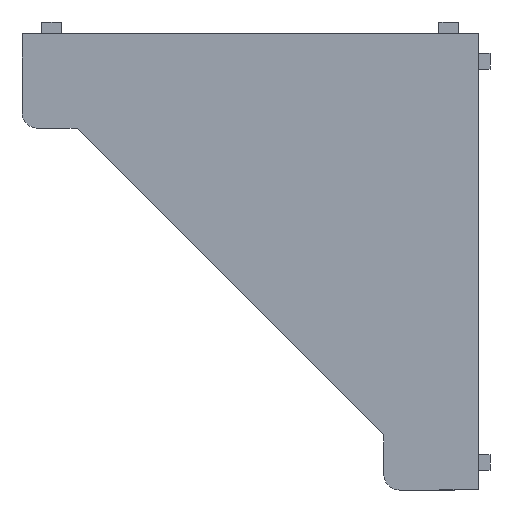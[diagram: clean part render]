
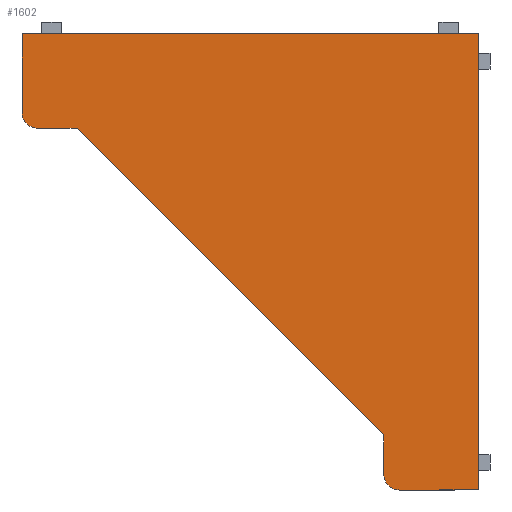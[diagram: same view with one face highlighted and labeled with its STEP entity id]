
A CAD part, left-side view. The second image highlights one B-rep face of the part: STEP entity #1602.
In plain terms, the highlighted planar face has unit normal (-1, 0, 0).
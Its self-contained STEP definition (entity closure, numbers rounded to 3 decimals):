
#40 = VERTEX_POINT ( 'NONE', #1947 ) ;
#43 = VERTEX_POINT ( 'NONE', #1981 ) ;
#44 = VERTEX_POINT ( 'NONE', #1979 ) ;
#45 = VERTEX_POINT ( 'NONE', #1971 ) ;
#46 = VERTEX_POINT ( 'NONE', #1984 ) ;
#48 = VERTEX_POINT ( 'NONE', #1982 ) ;
#53 = VERTEX_POINT ( 'NONE', #1975 ) ;
#207 = PLANE ( 'NONE',  #1377 ) ;
#208 = CARTESIAN_POINT ( 'NONE',  ( 0., 0., -58. ) ) ;
#209 = DIRECTION ( 'NONE',  ( -1., 0., 0. ) ) ;
#210 = DIRECTION ( 'NONE',  ( 0., 0., 1. ) ) ;
#366 = LINE ( 'NONE', #914, #368 ) ;
#367 = CIRCLE ( 'NONE', #2222, 2. ) ;
#368 = VECTOR ( 'NONE', #915, 1000. ) ;
#369 = LINE ( 'NONE', #916, #370 ) ;
#370 = VECTOR ( 'NONE', #917, 1000. ) ;
#371 = LINE ( 'NONE', #918, #372 ) ;
#372 = VECTOR ( 'NONE', #919, 1000. ) ;
#374 = LINE ( 'NONE', #920, #375 ) ;
#375 = VECTOR ( 'NONE', #921, 1000. ) ;
#377 = LINE ( 'NONE', #925, #379 ) ;
#378 = CIRCLE ( 'NONE', #2221, 2. ) ;
#379 = VECTOR ( 'NONE', #926, 1000. ) ;
#380 = LINE ( 'NONE', #927, #381 ) ;
#381 = VECTOR ( 'NONE', #928, 1000. ) ;
#382 = LINE ( 'NONE', #929, #383 ) ;
#383 = VECTOR ( 'NONE', #930, 1000. ) ;
#466 = CARTESIAN_POINT ( 'NONE',  ( 0., 10., -58. ) ) ;
#478 = CARTESIAN_POINT ( 'NONE',  ( 0., 58., 0. ) ) ;
#602 = ORIENTED_EDGE ( 'NONE', *, *, #1413, .T. ) ;
#603 = ORIENTED_EDGE ( 'NONE', *, *, #1414, .T. ) ;
#604 = ORIENTED_EDGE ( 'NONE', *, *, #1415, .T. ) ;
#605 = ORIENTED_EDGE ( 'NONE', *, *, #1416, .T. ) ;
#606 = ORIENTED_EDGE ( 'NONE', *, *, #1417, .T. ) ;
#661 = ORIENTED_EDGE ( 'NONE', *, *, #1418, .T. ) ;
#662 = ORIENTED_EDGE ( 'NONE', *, *, #1419, .T. ) ;
#663 = ORIENTED_EDGE ( 'NONE', *, *, #1420, .T. ) ;
#664 = ORIENTED_EDGE ( 'NONE', *, *, #1421, .T. ) ;
#911 = CARTESIAN_POINT ( 'NONE',  ( 0., 56., -10. ) ) ;
#912 = DIRECTION ( 'NONE',  ( -1., 0., 0. ) ) ;
#913 = DIRECTION ( 'NONE',  ( 0., 0., 1. ) ) ;
#914 = CARTESIAN_POINT ( 'NONE',  ( 0., 58., -5. ) ) ;
#915 = DIRECTION ( 'NONE',  ( 0., 0., -1. ) ) ;
#916 = CARTESIAN_POINT ( 'NONE',  ( 0., 29., 0. ) ) ;
#917 = DIRECTION ( 'NONE',  ( 0., 1., 0. ) ) ;
#918 = CARTESIAN_POINT ( 'NONE',  ( 0., 0., -29. ) ) ;
#919 = DIRECTION ( 'NONE',  ( 0., 0., 1. ) ) ;
#920 = CARTESIAN_POINT ( 'NONE',  ( 0., 5., -58. ) ) ;
#921 = DIRECTION ( 'NONE',  ( 0., -1., 0. ) ) ;
#922 = CARTESIAN_POINT ( 'NONE',  ( 0., 10., -56. ) ) ;
#923 = DIRECTION ( 'NONE',  ( -1., 0., 0. ) ) ;
#924 = DIRECTION ( 'NONE',  ( 0., 0., 1. ) ) ;
#925 = CARTESIAN_POINT ( 'NONE',  ( 0., 12., -53.5 ) ) ;
#926 = DIRECTION ( 'NONE',  ( 0., 0., -1. ) ) ;
#927 = CARTESIAN_POINT ( 'NONE',  ( 0., 31.5, -31.5 ) ) ;
#928 = DIRECTION ( 'NONE',  ( 0., -0.707, -0.707 ) ) ;
#929 = CARTESIAN_POINT ( 'NONE',  ( 0., 53.5, -12. ) ) ;
#930 = DIRECTION ( 'NONE',  ( 0., -1., 0. ) ) ;
#1377 = AXIS2_PLACEMENT_3D ( 'NONE', #208, #209, #210 ) ;
#1413 = EDGE_CURVE ( 'NONE', #40, #44, #367, .T. ) ;
#1414 = EDGE_CURVE ( 'NONE', #2172, #40, #366, .T. ) ;
#1415 = EDGE_CURVE ( 'NONE', #43, #2172, #369, .T. ) ;
#1416 = EDGE_CURVE ( 'NONE', #45, #43, #371, .T. ) ;
#1417 = EDGE_CURVE ( 'NONE', #2160, #45, #374, .T. ) ;
#1418 = EDGE_CURVE ( 'NONE', #53, #2160, #378, .T. ) ;
#1419 = EDGE_CURVE ( 'NONE', #48, #53, #377, .T. ) ;
#1420 = EDGE_CURVE ( 'NONE', #46, #48, #380, .T. ) ;
#1421 = EDGE_CURVE ( 'NONE', #44, #46, #382, .T. ) ;
#1463 = FACE_OUTER_BOUND ( 'NONE', #2077, .T. ) ;
#1602 = ADVANCED_FACE ( 'NONE', ( #1463 ), #207, .T. ) ;
#1947 = CARTESIAN_POINT ( 'NONE',  ( 0., 58., -10. ) ) ;
#1971 = CARTESIAN_POINT ( 'NONE',  ( 0., 0., -58. ) ) ;
#1975 = CARTESIAN_POINT ( 'NONE',  ( 0., 12., -56. ) ) ;
#1979 = CARTESIAN_POINT ( 'NONE',  ( 0., 56., -12. ) ) ;
#1981 = CARTESIAN_POINT ( 'NONE',  ( 0., 0., 0. ) ) ;
#1982 = CARTESIAN_POINT ( 'NONE',  ( 0., 12., -51. ) ) ;
#1984 = CARTESIAN_POINT ( 'NONE',  ( 0., 51., -12. ) ) ;
#2077 = EDGE_LOOP ( 'NONE', ( #664, #663, #662, #661, #606, #605, #604, #603, #602 ) ) ;
#2160 = VERTEX_POINT ( 'NONE', #466 ) ;
#2172 = VERTEX_POINT ( 'NONE', #478 ) ;
#2221 = AXIS2_PLACEMENT_3D ( 'NONE', #922, #923, #924 ) ;
#2222 = AXIS2_PLACEMENT_3D ( 'NONE', #911, #912, #913 ) ;
